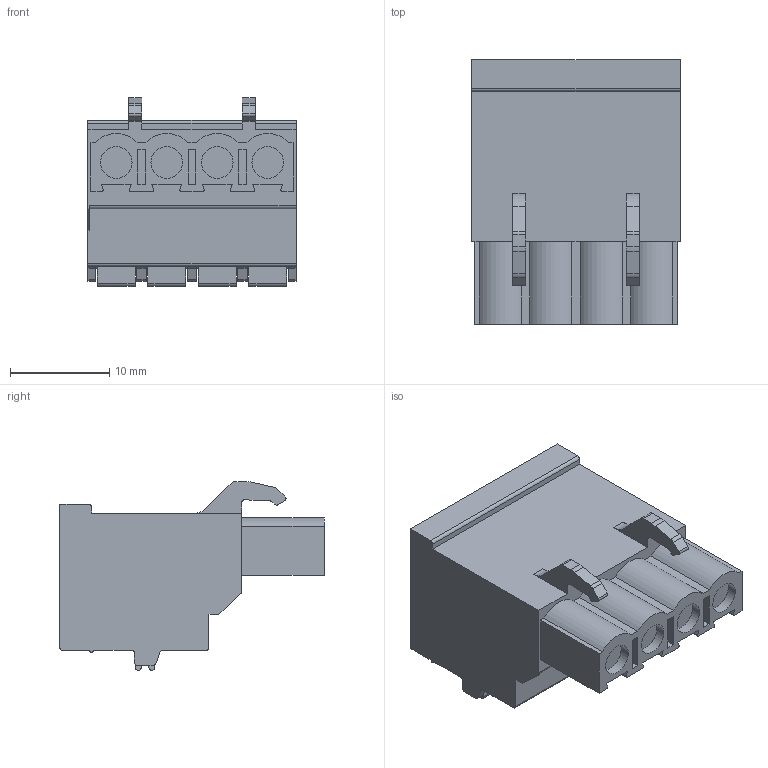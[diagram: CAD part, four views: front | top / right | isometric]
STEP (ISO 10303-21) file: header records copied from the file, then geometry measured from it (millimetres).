
FILE_DESCRIPTION((''),'2;1');
FILE_NAME('3333','2024-09-27T14:21:19',('tluser'),(''),'CREO PARAMETRIC BY PTC INC, 2018100','CREO PARAMETRIC BY PTC INC, 2018100','');
FILE_SCHEMA(('CONFIG_CONTROL_DESIGN'));
Length unit declared in the file: millimetre
Products named in the file (1): 3333
Bounding box: 20.94 x 26.6 x 19.01 mm (x, y, z)
Volume: 5716.4 mm3; surface area: 2839.3 mm2
Topology: 1 solids, 1 shells, 265 faces, 702 edges, 468 vertices
Faces by surface type: plane 173, cylinder 92
Entity records: 8258 total; most frequent: CARTESIAN_POINT 1435, DIRECTION 1416, ORIENTED_EDGE 1404, EDGE_CURVE 702, VECTOR 518, LINE 518, VERTEX_POINT 468, AXIS2_PLACEMENT_3D 449
